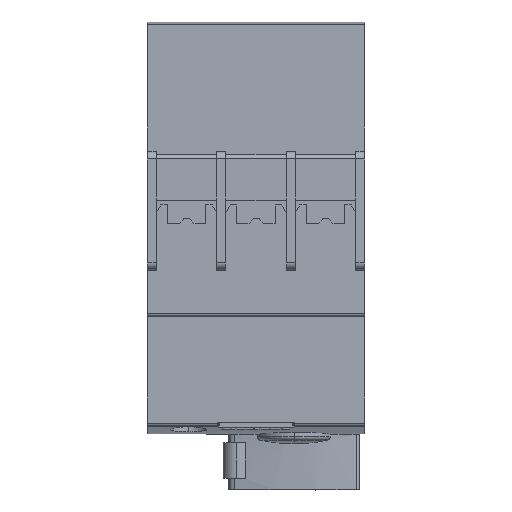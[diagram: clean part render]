
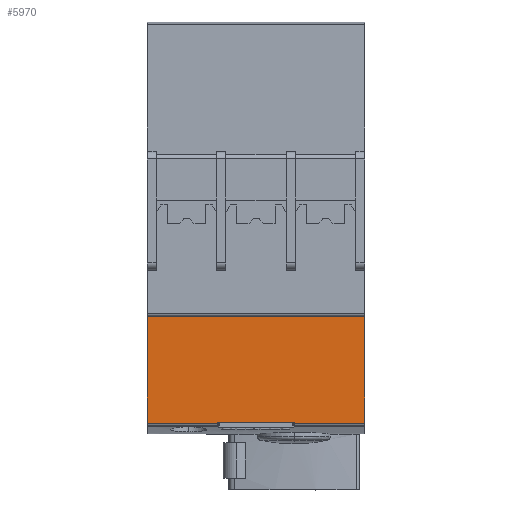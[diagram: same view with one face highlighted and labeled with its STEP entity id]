
A CAD part, top view. The second image highlights one B-rep face of the part: STEP entity #5970.
In plain terms, the highlighted planar face has unit normal (0, 0, 1).
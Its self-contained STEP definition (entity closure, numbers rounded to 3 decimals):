
#5904=EDGE_CURVE('',#6262,#10632,#14023,.T.);
#5970=ADVANCED_FACE('',(#14096),#14097,.T.);
#6020=VERTEX_POINT('',#14151);
#6256=VERTEX_POINT('',#14398);
#6262=VERTEX_POINT('',#14406);
#6514=EDGE_CURVE('',#6020,#10184,#14678,.T.);
#6762=VERTEX_POINT('',#14947);
#7602=EDGE_CURVE('',#6762,#8702,#15859,.T.);
#8702=VERTEX_POINT('',#17041);
#9328=VERTEX_POINT('',#17713);
#9338=EDGE_CURVE('',#10632,#8702,#17724,.T.);
#9678=EDGE_CURVE('',#6262,#9328,#18103,.T.);
#10184=VERTEX_POINT('',#18652);
#10248=EDGE_CURVE('',#9328,#6256,#18722,.T.);
#10632=VERTEX_POINT('',#19142);
#11212=EDGE_CURVE('',#10184,#6762,#19774,.T.);
#11510=EDGE_CURVE('',#6020,#6256,#20097,.T.);
#14023=LINE('',#23818,#23819);
#14096=FACE_OUTER_BOUND('',#23917,.T.);
#14097=PLANE('',#23918);
#14151=CARTESIAN_POINT('',(-7.9,-83.1,22.85));
#14398=CARTESIAN_POINT('',(-22.5,-83.1,22.85));
#14406=CARTESIAN_POINT('',(22.5,-59.3,22.85));
#14678=LINE('',#24796,#24797);
#14947=CARTESIAN_POINT('',(7.9,-82.92,22.85));
#15859=LINE('',#26586,#26587);
#17041=CARTESIAN_POINT('',(7.9,-83.1,22.85));
#17713=CARTESIAN_POINT('',(-22.5,-59.3,22.85));
#17724=LINE('',#29344,#29345);
#18103=LINE('',#29866,#29867);
#18652=CARTESIAN_POINT('',(-7.9,-82.92,22.85));
#18722=LINE('',#30821,#30822);
#19142=CARTESIAN_POINT('',(22.5,-83.1,22.85));
#19774=LINE('',#32318,#32319);
#20097=LINE('',#32796,#32797);
#23818=CARTESIAN_POINT('',(22.5,-59.3,22.85));
#23819=VECTOR('',#35890,1.0);
#23917=EDGE_LOOP('',(#35987,#35988,#35989,#35990,#35991,#35992,#35993,#35994));
#23918=AXIS2_PLACEMENT_3D('',#35995,#35996,#35997);
#24796=CARTESIAN_POINT('',(-7.9,-71.11,22.85));
#24797=VECTOR('',#36568,1.0);
#26586=CARTESIAN_POINT('',(7.9,-71.11,22.85));
#26587=VECTOR('',#37823,1.0);
#29344=CARTESIAN_POINT('',(22.5,-83.1,22.85));
#29345=VECTOR('',#39679,1.0);
#29866=CARTESIAN_POINT('',(22.5,-59.3,22.85));
#29867=VECTOR('',#40136,1.0);
#30821=CARTESIAN_POINT('',(-22.5,-59.3,22.85));
#30822=VECTOR('',#40775,1.0);
#32318=CARTESIAN_POINT('',(11.25,-82.92,22.85));
#32319=VECTOR('',#42090,1.0);
#32796=CARTESIAN_POINT('',(22.5,-83.1,22.85));
#32797=VECTOR('',#42425,1.0);
#35890=DIRECTION('',(0.0,-1.0,0.0));
#35987=ORIENTED_EDGE('',*,*,#6514,.T.);
#35988=ORIENTED_EDGE('',*,*,#11212,.T.);
#35989=ORIENTED_EDGE('',*,*,#7602,.T.);
#35990=ORIENTED_EDGE('',*,*,#9338,.F.);
#35991=ORIENTED_EDGE('',*,*,#5904,.F.);
#35992=ORIENTED_EDGE('',*,*,#9678,.T.);
#35993=ORIENTED_EDGE('',*,*,#10248,.T.);
#35994=ORIENTED_EDGE('',*,*,#11510,.F.);
#35995=CARTESIAN_POINT('',(22.5,-59.3,22.85));
#35996=DIRECTION('',(0.0,-0.0,1.0));
#35997=DIRECTION('',(0.0,1.0,0.0));
#36568=DIRECTION('',(0.0,1.0,-0.0));
#37823=DIRECTION('',(0.0,-1.0,0.0));
#39679=DIRECTION('',(-1.0,0.0,0.0));
#40136=DIRECTION('',(-1.0,0.0,0.0));
#40775=DIRECTION('',(0.0,-1.0,0.0));
#42090=DIRECTION('',(1.0,0.0,0.0));
#42425=DIRECTION('',(-1.0,0.0,0.0));
